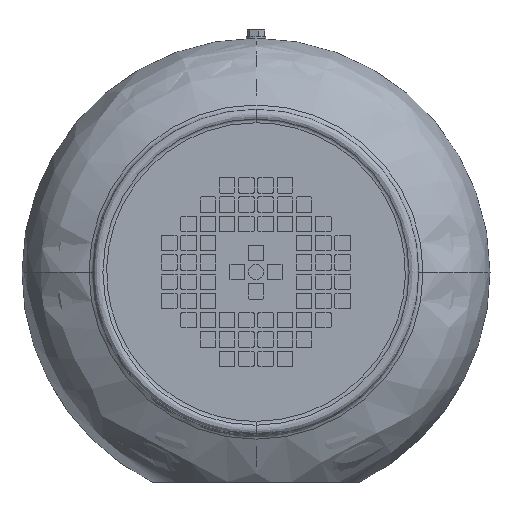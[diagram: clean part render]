
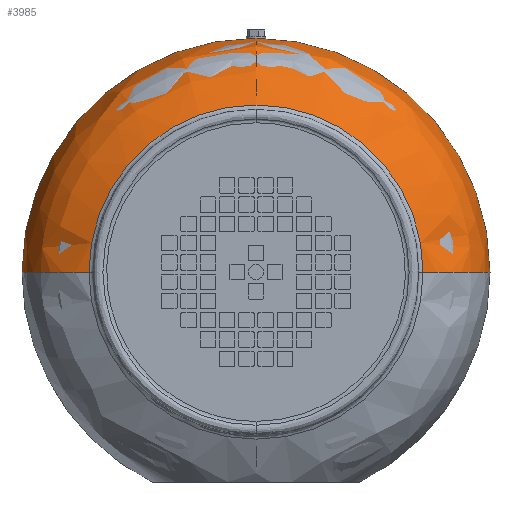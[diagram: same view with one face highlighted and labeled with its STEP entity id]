
A CAD part, top view. The second image highlights one B-rep face of the part: STEP entity #3985.
In plain terms, the highlighted free-form (B-spline) face has degree [3, 3] with [4, 4] control points.
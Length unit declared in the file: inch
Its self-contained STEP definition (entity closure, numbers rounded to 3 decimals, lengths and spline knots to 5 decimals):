
#601 = CARTESIAN_POINT ( 'NONE',  ( -7.97351, 14.62174, 3.85636 ) ) ;
#930 = DIRECTION ( 'NONE',  ( -1., 0., 0. ) ) ;
#994 = DIRECTION ( 'NONE',  ( 1., 0., 0. ) ) ;
#1119 = ORIENTED_EDGE ( 'NONE', *, *, #18612, .T. ) ;
#1321 = AXIS2_PLACEMENT_3D ( 'NONE', #6186, #15840, #930 ) ;
#2814 = EDGE_LOOP ( 'NONE', ( #22401, #10563, #4933, #1119 ) ) ;
#3805 = CARTESIAN_POINT ( 'NONE',  ( 0.22509, 21.45203, 5.61244 ) ) ;
#3971 = CIRCLE ( 'NONE', #1321, 1.81102 ) ;
#3985 = ADVANCED_FACE ( 'NONE', ( #17179 ), #5842, .T. ) ;
#4017 = CARTESIAN_POINT ( 'NONE',  ( -7.97351, 24.18867, 4.72003 ) ) ;
#4251 = DIRECTION ( 'NONE',  ( 1., 0., 0. ) ) ;
#4652 = VERTEX_POINT ( 'NONE', #21085 ) ;
#4933 = ORIENTED_EDGE ( 'NONE', *, *, #20583, .T. ) ;
#5722 = DIRECTION ( 'NONE',  ( 0., 0., 1. ) ) ;
#5842 =( BOUNDED_SURFACE ( )  B_SPLINE_SURFACE ( 3, 3, ( 
 ( #8373, #3805, #13509, #28253 ),
 ( #20667, #18102, #20993, #15893 ),
 ( #23409, #13610, #4017, #18210 ),
 ( #8771, #6133, #6439, #25709 ) ),
 .UNSPECIFIED., .F., .F., .F. ) 
 B_SPLINE_SURFACE_WITH_KNOTS ( ( 4, 4 ),
 ( 4, 4 ),
 ( 0., 1. ),
 ( 0., 1. ),
 .UNSPECIFIED. ) 
 GEOMETRIC_REPRESENTATION_ITEM ( )  RATIONAL_B_SPLINE_SURFACE ( (
 ( 1., 0.333, 0.333, 1.),
 ( 0.859, 0.286, 0.286, 0.859),
 ( 0.859, 0.286, 0.286, 0.859),
 ( 1., 0.333, 0.333, 1.) ) ) 
 REPRESENTATION_ITEM ( '' )  SURFACE ( )  );
#6133 = CARTESIAN_POINT ( 'NONE',  ( 1.59342, 24.18867, 3.85636 ) ) ;
#6186 = CARTESIAN_POINT ( 'NONE',  ( -6.16249, 14.62174, 3.85636 ) ) ;
#6439 = CARTESIAN_POINT ( 'NONE',  ( -7.97351, 24.18867, 3.85636 ) ) ;
#6959 = CARTESIAN_POINT ( 'NONE',  ( -6.60519, 14.62174, 5.61244 ) ) ;
#8373 = CARTESIAN_POINT ( 'NONE',  ( 0.22509, 14.62174, 5.61244 ) ) ;
#8771 = CARTESIAN_POINT ( 'NONE',  ( 1.59342, 14.62174, 3.85636 ) ) ;
#10563 = ORIENTED_EDGE ( 'NONE', *, *, #22011, .T. ) ;
#13509 = CARTESIAN_POINT ( 'NONE',  ( -6.60519, 21.45203, 5.61244 ) ) ;
#13610 = CARTESIAN_POINT ( 'NONE',  ( 1.59342, 24.18867, 4.72003 ) ) ;
#13637 = CIRCLE ( 'NONE', #20295, 4.78346 ) ;
#15840 = DIRECTION ( 'NONE',  ( 0., -1., 0. ) ) ;
#15893 = CARTESIAN_POINT ( 'NONE',  ( -7.44267, 14.62174, 5.40131 ) ) ;
#16336 = EDGE_CURVE ( 'NONE', #30195, #17968, #3971, .T. ) ;
#16416 = CIRCLE ( 'NONE', #28325, 1.81102 ) ;
#17179 = FACE_OUTER_BOUND ( 'NONE', #2814, .T. ) ;
#17680 = DIRECTION ( 'NONE',  ( 1., 0., 0. ) ) ;
#17968 = VERTEX_POINT ( 'NONE', #601 ) ;
#18102 = CARTESIAN_POINT ( 'NONE',  ( 1.06257, 23.12698, 5.40131 ) ) ;
#18210 = CARTESIAN_POINT ( 'NONE',  ( -7.97351, 14.62174, 4.72003 ) ) ;
#18612 = EDGE_CURVE ( 'NONE', #23222, #17968, #13637, .T. ) ;
#19191 = CARTESIAN_POINT ( 'NONE',  ( -3.19005, 14.62174, 5.61244 ) ) ;
#20295 = AXIS2_PLACEMENT_3D ( 'NONE', #29566, #5722, #17680 ) ;
#20583 = EDGE_CURVE ( 'NONE', #4652, #23222, #16416, .T. ) ;
#20667 = CARTESIAN_POINT ( 'NONE',  ( 1.06257, 14.62174, 5.40131 ) ) ;
#20993 = CARTESIAN_POINT ( 'NONE',  ( -7.44267, 23.12698, 5.40131 ) ) ;
#21085 = CARTESIAN_POINT ( 'NONE',  ( 0.22509, 14.62174, 5.61244 ) ) ;
#22011 = EDGE_CURVE ( 'NONE', #30195, #4652, #28375, .T. ) ;
#22401 = ORIENTED_EDGE ( 'NONE', *, *, #16336, .F. ) ;
#23222 = VERTEX_POINT ( 'NONE', #23800 ) ;
#23409 = CARTESIAN_POINT ( 'NONE',  ( 1.59342, 14.62174, 4.72003 ) ) ;
#23800 = CARTESIAN_POINT ( 'NONE',  ( 1.59342, 14.62174, 3.85636 ) ) ;
#25709 = CARTESIAN_POINT ( 'NONE',  ( -7.97351, 14.62174, 3.85636 ) ) ;
#26155 = DIRECTION ( 'NONE',  ( 0., 0., -1. ) ) ;
#28253 = CARTESIAN_POINT ( 'NONE',  ( -6.60519, 14.62174, 5.61244 ) ) ;
#28325 = AXIS2_PLACEMENT_3D ( 'NONE', #30106, #29999, #994 ) ;
#28375 = CIRCLE ( 'NONE', #30435, 3.41514 ) ;
#29566 = CARTESIAN_POINT ( 'NONE',  ( -3.19005, 14.62174, 3.85636 ) ) ;
#29999 = DIRECTION ( 'NONE',  ( 0., 1., 0. ) ) ;
#30106 = CARTESIAN_POINT ( 'NONE',  ( -0.21761, 14.62174, 3.85636 ) ) ;
#30195 = VERTEX_POINT ( 'NONE', #6959 ) ;
#30435 = AXIS2_PLACEMENT_3D ( 'NONE', #19191, #26155, #4251 ) ;
